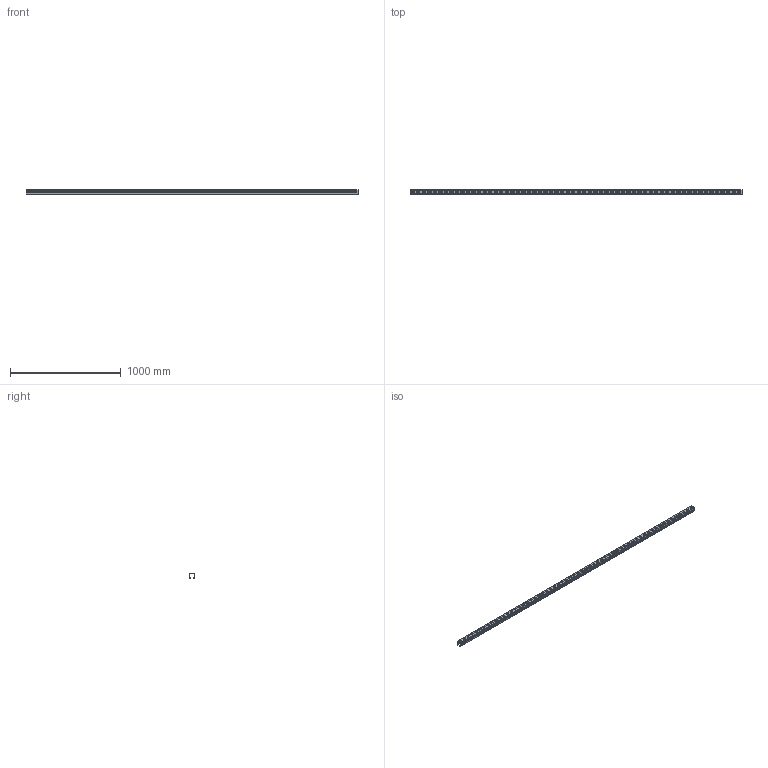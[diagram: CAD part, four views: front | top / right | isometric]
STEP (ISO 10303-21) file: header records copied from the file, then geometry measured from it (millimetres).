
FILE_DESCRIPTION(/* description */ (''),/* implementation_level */ '2;1');
FILE_NAME(/* name */ '343750.stp',/* time_stamp */ '2025-12-05T09:34:43+01:00',/* author */ ('mael.lecharpentier'),/* organization */ (''),/* preprocessor_version */ 'ST-DEVELOPER v20',/* originating_system */ 'AutoCAD Mechanical',/* authorisation */ '');
FILE_SCHEMA (('AUTOMOTIVE_DESIGN { 1 0 10303 214 3 1 1 }'));
Products named in the file (1): Product
Bounding box: 3000 x 41.4 x 41.2 mm (x, y, z)
Volume: 851857.3 mm3; surface area: 988539.5 mm2
Topology: 1 solids, 917 shells, 940 faces, 7394 edges, 7372 vertices
Faces by surface type: plane 934, cylinder 6
Entity records: 71331 total; most frequent: CARTESIAN_POINT 15707, DIRECTION 11120, ORIENTED_EDGE 7460, EDGE_CURVE 7394, VERTEX_POINT 7372, LINE 5550, VECTOR 5550, AXIS2_PLACEMENT_3D 2785
